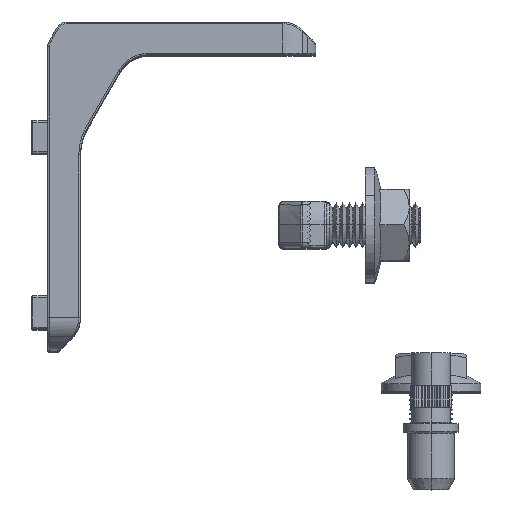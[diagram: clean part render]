
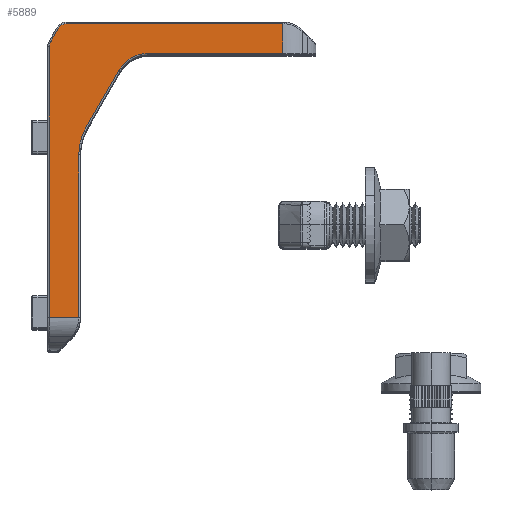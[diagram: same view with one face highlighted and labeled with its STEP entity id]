
A CAD part, top view. The second image highlights one B-rep face of the part: STEP entity #5889.
In plain terms, the highlighted planar face has unit normal (0, 0, 1).
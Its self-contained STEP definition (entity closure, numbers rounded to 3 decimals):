
#5889=ADVANCED_FACE('NONE',(#13024),#13025,.F.);
#13024=FACE_OUTER_BOUND('',#24960,.T.);
#13025=PLANE('',#24961);
#24960=EDGE_LOOP('',(#41553,#41554,#41555,#41556,#41557,#41558,#41559,#41560,#41561,#41562,#41563,#41564));
#24961=AXIS2_PLACEMENT_3D('',#41565,#41566,#41567);
#41553=ORIENTED_EDGE('',*,*,#58409,.T.);
#41554=ORIENTED_EDGE('',*,*,#58410,.T.);
#41555=ORIENTED_EDGE('',*,*,#58411,.T.);
#41556=ORIENTED_EDGE('',*,*,#58412,.T.);
#41557=ORIENTED_EDGE('',*,*,#58413,.T.);
#41558=ORIENTED_EDGE('',*,*,#58414,.T.);
#41559=ORIENTED_EDGE('',*,*,#58415,.T.);
#41560=ORIENTED_EDGE('',*,*,#58416,.T.);
#41561=ORIENTED_EDGE('',*,*,#58417,.T.);
#41562=ORIENTED_EDGE('',*,*,#58418,.T.);
#41563=ORIENTED_EDGE('',*,*,#58419,.T.);
#41564=ORIENTED_EDGE('',*,*,#58420,.T.);
#41565=CARTESIAN_POINT('',(49.0,-60.0,145.0));
#41566=DIRECTION('',(0.0,0.0,-1.0));
#41567=DIRECTION('',(0.0,-1.0,0.0));
#58409=EDGE_CURVE('NONE',#70063,#70064,#70065,.T.);
#58410=EDGE_CURVE('NONE',#70064,#70066,#70067,.T.);
#58411=EDGE_CURVE('NONE',#70066,#70068,#70069,.T.);
#58412=EDGE_CURVE('NONE',#70068,#70070,#70071,.T.);
#58413=EDGE_CURVE('NONE',#70070,#70072,#70073,.T.);
#58414=EDGE_CURVE('NONE',#70072,#70074,#70075,.T.);
#58415=EDGE_CURVE('NONE',#70074,#70076,#70077,.T.);
#58416=EDGE_CURVE('NONE',#70076,#70078,#70079,.T.);
#58417=EDGE_CURVE('NONE',#70078,#70080,#70081,.T.);
#58418=EDGE_CURVE('NONE',#70080,#70082,#70083,.T.);
#58419=EDGE_CURVE('NONE',#70082,#70084,#70085,.T.);
#58420=EDGE_CURVE('NONE',#70084,#70063,#70086,.T.);
#70063=VERTEX_POINT('NONE',#91673);
#70064=VERTEX_POINT('NONE',#91674);
#70065=CIRCLE('',#91675,6.3);
#70066=VERTEX_POINT('NONE',#91676);
#70067=LINE('',#91677,#91678);
#70068=VERTEX_POINT('NONE',#91679);
#70069=LINE('',#91680,#91681);
#70070=VERTEX_POINT('NONE',#91682);
#70071=LINE('',#91683,#91684);
#70072=VERTEX_POINT('NONE',#91685);
#70073=CIRCLE('',#91686,1.7);
#70074=VERTEX_POINT('NONE',#91687);
#70075=LINE('',#91688,#91689);
#70076=VERTEX_POINT('NONE',#91690);
#70077=CIRCLE('',#91691,1.7);
#70078=VERTEX_POINT('NONE',#91692);
#70079=LINE('',#91693,#91694);
#70080=VERTEX_POINT('NONE',#91695);
#70081=LINE('',#91696,#91697);
#70082=VERTEX_POINT('NONE',#91698);
#70083=LINE('',#91699,#91700);
#70084=VERTEX_POINT('NONE',#91701);
#70085=CIRCLE('',#91702,10.3);
#70086=LINE('',#91703,#91704);
#91673=CARTESIAN_POINT('',(13.008,-8.85,145.0));
#91674=CARTESIAN_POINT('',(18.464,-5.7,145.0));
#91675=AXIS2_PLACEMENT_3D('',#112541,#112542,#112543);
#91676=CARTESIAN_POINT('',(42.929,-5.7,145.0));
#91677=CARTESIAN_POINT('',(49.0,-5.7,145.0));
#91678=VECTOR('',#112544,1000.0);
#91679=CARTESIAN_POINT('',(42.929,-0.3,145.0));
#91680=CARTESIAN_POINT('',(42.929,0.0,145.0));
#91681=VECTOR('',#112545,1000.0);
#91682=CARTESIAN_POINT('',(3.464,-0.3,145.0));
#91683=CARTESIAN_POINT('',(49.0,-0.3,145.0));
#91684=VECTOR('',#112546,1000.0);
#91685=CARTESIAN_POINT('',(1.992,-1.15,145.0));
#91686=AXIS2_PLACEMENT_3D('',#112547,#112548,#112549);
#91687=CARTESIAN_POINT('',(0.528,-3.686,145.0));
#91688=CARTESIAN_POINT('',(0.528,-3.686,145.0));
#91689=VECTOR('',#112550,1000.0);
#91690=CARTESIAN_POINT('',(0.3,-4.536,145.0));
#91691=AXIS2_PLACEMENT_3D('',#112551,#112552,#112553);
#91692=CARTESIAN_POINT('',(0.3,-53.929,145.0));
#91693=CARTESIAN_POINT('',(0.3,-60.0,145.0));
#91694=VECTOR('',#112554,1000.0);
#91695=CARTESIAN_POINT('',(5.7,-53.929,145.0));
#91696=CARTESIAN_POINT('',(6.0,-53.929,145.0));
#91697=VECTOR('',#112555,1000.0);
#91698=CARTESIAN_POINT('',(5.7,-24.268,145.0));
#91699=CARTESIAN_POINT('',(5.7,-60.0,145.0));
#91700=VECTOR('',#112556,1000.0);
#91701=CARTESIAN_POINT('',(7.08,-19.118,145.0));
#91702=AXIS2_PLACEMENT_3D('',#112557,#112558,#112559);
#91703=CARTESIAN_POINT('',(-0.142,-31.628,145.0));
#91704=VECTOR('',#112560,1000.0);
#112541=CARTESIAN_POINT('',(18.464,-12.0,145.0));
#112542=DIRECTION('',(0.0,0.0,-1.0));
#112543=DIRECTION('',(-1.0,0.0,0.0));
#112544=DIRECTION('',(1.0,0.0,0.0));
#112545=DIRECTION('',(0.0,1.0,0.0));
#112546=DIRECTION('',(-1.0,0.,0.0));
#112547=CARTESIAN_POINT('',(3.464,-2.0,145.0));
#112548=DIRECTION('',(0.0,0.0,1.0));
#112549=DIRECTION('',(-1.0,0.,0.0));
#112550=DIRECTION('',(-0.5,-0.866,-0.0));
#112551=CARTESIAN_POINT('',(2.0,-4.536,145.0));
#112552=DIRECTION('',(0.0,0.0,1.0));
#112553=DIRECTION('',(-1.0,0.,0.0));
#112554=DIRECTION('',(0.,-1.0,0.0));
#112555=DIRECTION('',(1.0,0.0,0.0));
#112556=DIRECTION('',(0.,1.0,0.0));
#112557=CARTESIAN_POINT('',(16.0,-24.268,145.0));
#112558=DIRECTION('',(0.0,0.0,-1.0));
#112559=DIRECTION('',(-1.0,0.0,0.0));
#112560=DIRECTION('',(0.5,0.866,0.0));
